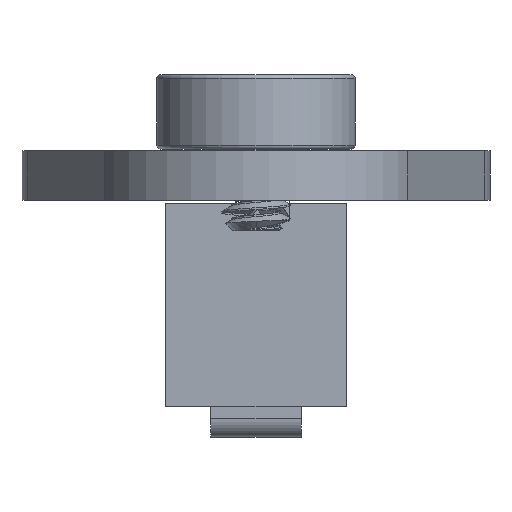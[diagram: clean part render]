
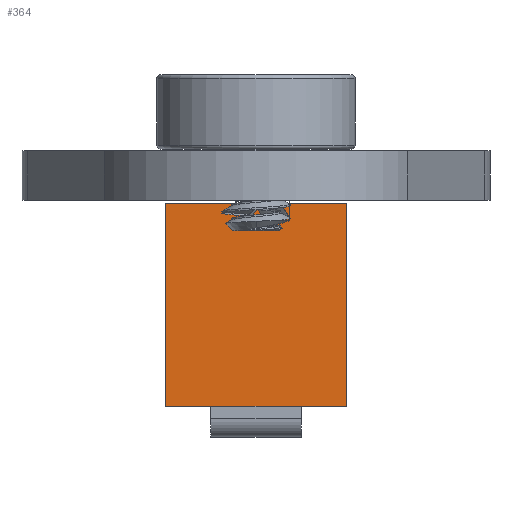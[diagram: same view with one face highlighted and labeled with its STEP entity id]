
A CAD part, front view. The second image highlights one B-rep face of the part: STEP entity #364.
In plain terms, the highlighted planar face has unit normal (0, -1, 0).
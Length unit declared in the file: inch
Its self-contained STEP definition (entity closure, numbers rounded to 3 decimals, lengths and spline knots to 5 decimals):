
#364=ADVANCED_FACE('',(#835),#836,.F.);
#835=FACE_OUTER_BOUND('',#1487,.T.);
#836=PLANE('',#1488);
#1487=EDGE_LOOP('',(#3098,#3099,#3100,#3101));
#1488=AXIS2_PLACEMENT_3D('',#3102,#3103,#3104);
#3098=ORIENTED_EDGE('',*,*,#4847,.T.);
#3099=ORIENTED_EDGE('',*,*,#4848,.F.);
#3100=ORIENTED_EDGE('',*,*,#4849,.F.);
#3101=ORIENTED_EDGE('',*,*,#4850,.T.);
#3102=CARTESIAN_POINT('',(0.11417,-0.25157,-0.25945));
#3103=DIRECTION('',(0.,1.0,0.0));
#3104=DIRECTION('',(1.0,0.,0.));
#4847=EDGE_CURVE('',#5749,#5750,#5751,.T.);
#4848=EDGE_CURVE('',#5752,#5750,#5753,.T.);
#4849=EDGE_CURVE('',#5754,#5752,#5755,.T.);
#4850=EDGE_CURVE('',#5754,#5749,#5756,.T.);
#5749=VERTEX_POINT('',#7313);
#5750=VERTEX_POINT('',#7314);
#5751=LINE('',#7315,#7316);
#5752=VERTEX_POINT('',#7317);
#5753=LINE('',#7318,#7319);
#5754=VERTEX_POINT('',#7320);
#5755=LINE('',#7321,#7322);
#5756=LINE('',#7323,#7324);
#7313=CARTESIAN_POINT('',(-0.11417,-0.25157,-0.00354));
#7314=CARTESIAN_POINT('',(-0.11417,-0.25157,-0.25945));
#7315=CARTESIAN_POINT('',(-0.11417,-0.25157,-0.25945));
#7316=VECTOR('',#14993,1.0);
#7317=CARTESIAN_POINT('',(0.11417,-0.25157,-0.25945));
#7318=CARTESIAN_POINT('',(0.11417,-0.25157,-0.25945));
#7319=VECTOR('',#14994,1.0);
#7320=CARTESIAN_POINT('',(0.11417,-0.25157,-0.00354));
#7321=CARTESIAN_POINT('',(0.11417,-0.25157,-0.25945));
#7322=VECTOR('',#14995,1.0);
#7323=CARTESIAN_POINT('',(0.11417,-0.25157,-0.00354));
#7324=VECTOR('',#14996,1.0);
#14993=DIRECTION('',(0.,0.,-1.0));
#14994=DIRECTION('',(-1.0,0.,0.));
#14995=DIRECTION('',(0.,0.,-1.0));
#14996=DIRECTION('',(-1.0,0.,0.));
